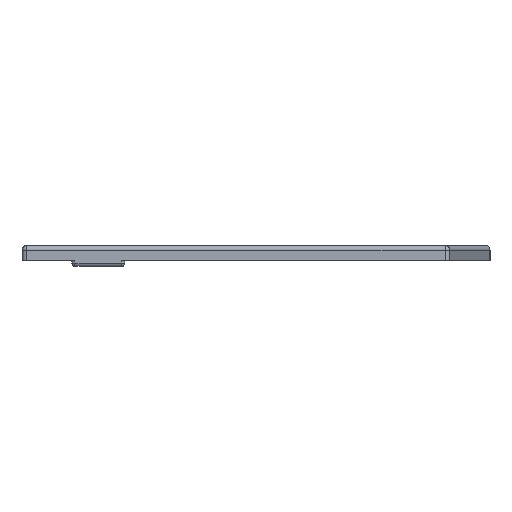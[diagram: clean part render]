
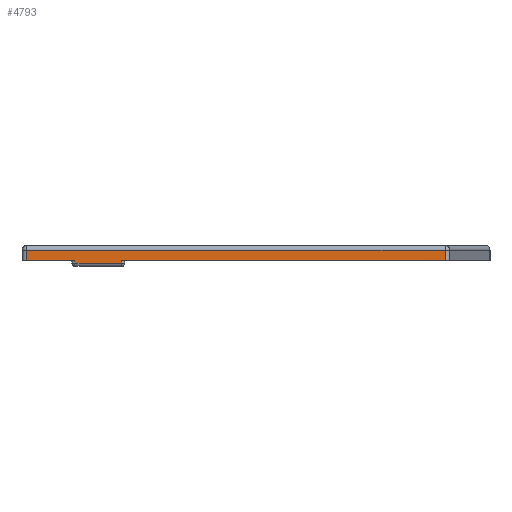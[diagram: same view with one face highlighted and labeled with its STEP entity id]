
A CAD part, left-side view. The second image highlights one B-rep face of the part: STEP entity #4793.
In plain terms, the highlighted planar face has unit normal (-1, 0, 0).
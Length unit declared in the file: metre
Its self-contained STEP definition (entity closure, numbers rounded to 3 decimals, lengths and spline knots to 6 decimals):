
#546=LINE('',#7987,#992);
#547=LINE('',#7990,#993);
#548=LINE('',#7992,#994);
#549=LINE('',#7994,#995);
#550=LINE('',#7996,#996);
#551=LINE('',#7998,#997);
#552=LINE('',#8000,#998);
#553=LINE('',#8002,#999);
#992=VECTOR('',#6128,1.);
#993=VECTOR('',#6129,1.);
#994=VECTOR('',#6130,1.);
#995=VECTOR('',#6131,1.);
#996=VECTOR('',#6132,1.);
#997=VECTOR('',#6133,1.);
#998=VECTOR('',#6134,1.);
#999=VECTOR('',#6135,1.);
#1481=ORIENTED_EDGE('',*,*,#2921,.T.);
#1482=ORIENTED_EDGE('',*,*,#2922,.T.);
#1483=ORIENTED_EDGE('',*,*,#2923,.T.);
#1484=ORIENTED_EDGE('',*,*,#2924,.T.);
#1485=ORIENTED_EDGE('',*,*,#2925,.T.);
#1486=ORIENTED_EDGE('',*,*,#2926,.T.);
#1487=ORIENTED_EDGE('',*,*,#2927,.T.);
#1488=ORIENTED_EDGE('',*,*,#2928,.T.);
#2921=EDGE_CURVE('',#3634,#3635,#546,.T.);
#2922=EDGE_CURVE('',#3635,#3636,#547,.T.);
#2923=EDGE_CURVE('',#3636,#3637,#548,.F.);
#2924=EDGE_CURVE('',#3637,#3638,#549,.F.);
#2925=EDGE_CURVE('',#3638,#3639,#550,.T.);
#2926=EDGE_CURVE('',#3639,#3640,#551,.T.);
#2927=EDGE_CURVE('',#3640,#3641,#552,.F.);
#2928=EDGE_CURVE('',#3641,#3634,#553,.T.);
#3634=VERTEX_POINT('',#7988);
#3635=VERTEX_POINT('',#7989);
#3636=VERTEX_POINT('',#7991);
#3637=VERTEX_POINT('',#7993);
#3638=VERTEX_POINT('',#7995);
#3639=VERTEX_POINT('',#7997);
#3640=VERTEX_POINT('',#7999);
#3641=VERTEX_POINT('',#8001);
#4059=EDGE_LOOP('',(#1481,#1482,#1483,#1484,#1485,#1486,#1487,#1488));
#4377=FACE_BOUND('',#4059,.T.);
#4687=PLANE('',#5134);
#4793=ADVANCED_FACE('',(#4377),#4687,.F.);
#5134=AXIS2_PLACEMENT_3D('',#7986,#6126,#6127);
#6126=DIRECTION('',(1.,0.,0.));
#6127=DIRECTION('',(0.,0.,-1.));
#6128=DIRECTION('',(0.,0.,1.));
#6129=DIRECTION('',(0.,-1.,0.));
#6130=DIRECTION('',(0.,0.,-1.));
#6131=DIRECTION('',(0.,-1.,0.));
#6132=DIRECTION('',(0.,0.,-1.));
#6133=DIRECTION('',(0.,-1.,0.));
#6134=DIRECTION('',(0.,0.,1.));
#6135=DIRECTION('',(0.,-1.,0.));
#7986=CARTESIAN_POINT('',(-0.160554,-0.047288,0.005));
#7987=CARTESIAN_POINT('',(-0.160554,-0.008957,0.005));
#7988=CARTESIAN_POINT('',(-0.160554,-0.008957,-0.001));
#7989=CARTESIAN_POINT('',(-0.160554,-0.008957,0.));
#7990=CARTESIAN_POINT('',(-0.160554,-0.047288,0.));
#7991=CARTESIAN_POINT('',(-0.160554,-0.117535,0.));
#7992=CARTESIAN_POINT('',(-0.160554,-0.117535,0.005));
#7993=CARTESIAN_POINT('',(-0.160554,-0.117535,0.0035));
#7994=CARTESIAN_POINT('',(-0.160554,0.02446,0.0035));
#7995=CARTESIAN_POINT('',(-0.160554,0.02296,0.0035));
#7996=CARTESIAN_POINT('',(-0.160554,0.02296,0.005));
#7997=CARTESIAN_POINT('',(-0.160554,0.02296,0.));
#7998=CARTESIAN_POINT('',(-0.160554,-0.047288,0.));
#7999=CARTESIAN_POINT('',(-0.160554,0.006688,0.));
#8000=CARTESIAN_POINT('',(-0.160554,0.006688,-0.002));
#8001=CARTESIAN_POINT('',(-0.160554,0.006688,-0.001));
#8002=CARTESIAN_POINT('',(-0.160554,-0.009957,-0.001));
